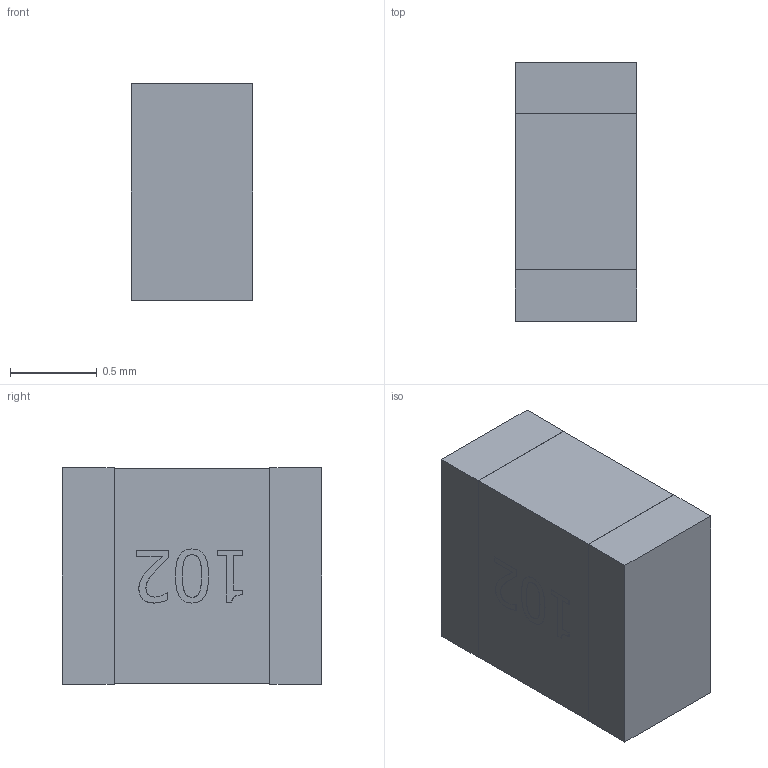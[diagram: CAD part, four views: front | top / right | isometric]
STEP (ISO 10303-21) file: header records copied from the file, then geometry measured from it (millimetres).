
FILE_DESCRIPTION(/* description */ (''),/* implementation_level */ '2;1');
FILE_NAME(/* name */ 'Resistor 1k SMD.stp',/* time_stamp */ '2022-06-28T23:10:50-03:00',/* author */ ('pedro'),/* organization */ (''),/* preprocessor_version */ 'ST-DEVELOPER v18.1',/* originating_system */ 'Autodesk Inventor 2022',/* authorisation */ '');
FILE_SCHEMA (('AUTOMOTIVE_DESIGN { 1 0 10303 214 3 1 1 }'));
Length unit declared in the file: millimetre
Products named in the file (1): Resistor 1k SMD
Bounding box: 0.7 x 1.5 x 1.25 mm (x, y, z)
Volume: 1.3 mm3; surface area: 7.6 mm2
Topology: 1 solids, 1 shells, 60 faces, 156 edges, 104 vertices
Faces by surface type: plane 36, bspline 24
Entity records: 2020 total; most frequent: CARTESIAN_POINT 633, ORIENTED_EDGE 312, DIRECTION 182, EDGE_CURVE 156, LINE 108, VECTOR 108, VERTEX_POINT 104, EDGE_LOOP 66
